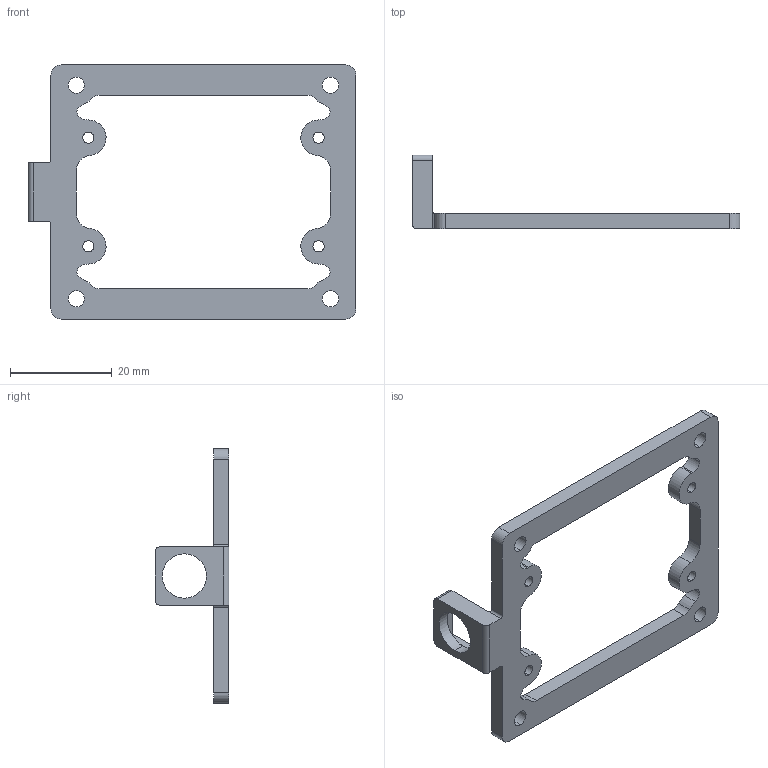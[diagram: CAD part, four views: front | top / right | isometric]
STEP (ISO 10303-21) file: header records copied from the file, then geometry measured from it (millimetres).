
FILE_DESCRIPTION (( 'STEP AP214' ), '1' );
FILE_NAME ('NanoPi盓殤.STEP', '2023-11-20T11:09:45', ( '' ), ( '' ), 'SwSTEP 2.0', 'SolidWorks 2024', '' );
FILE_SCHEMA (( 'AUTOMOTIVE_DESIGN' ));
Length unit declared in the file: millimetre
Products named in the file (1): NanoPi支架
Bounding box: 64.5 x 14.5 x 50 mm (x, y, z)
Volume: 4088.9 mm3; surface area: 4357.5 mm2
Topology: 1 solids, 1 shells, 84 faces, 232 edges, 150 vertices
Faces by surface type: cylinder 52, plane 32
Entity records: 2783 total; most frequent: DIRECTION 502, CARTESIAN_POINT 485, ORIENTED_EDGE 464, EDGE_CURVE 232, AXIS2_PLACEMENT_3D 187, VERTEX_POINT 150, LINE 128, VECTOR 128
